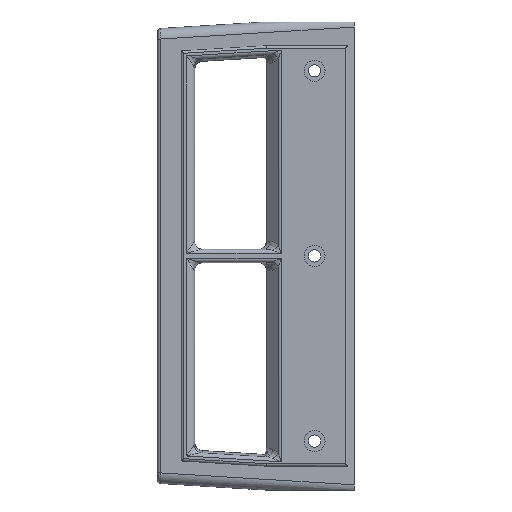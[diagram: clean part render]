
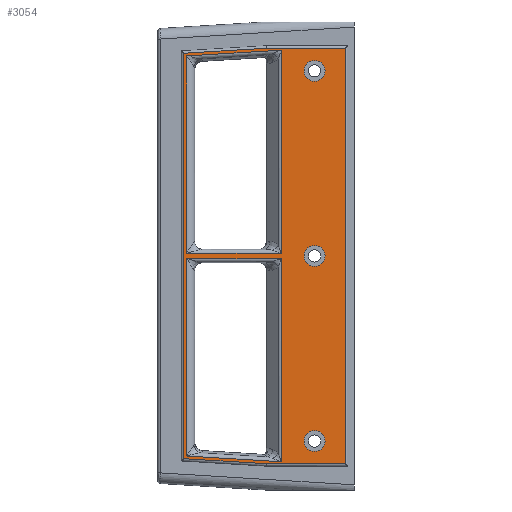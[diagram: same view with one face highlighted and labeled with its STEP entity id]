
A CAD part, top view. The second image highlights one B-rep face of the part: STEP entity #3054.
In plain terms, the highlighted planar face has unit normal (0, 0, 1).
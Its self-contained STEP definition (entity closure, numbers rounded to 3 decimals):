
#22=FACE_BOUND('',#935,.T.);
#23=FACE_BOUND('',#936,.T.);
#24=FACE_BOUND('',#937,.T.);
#25=FACE_BOUND('',#938,.T.);
#26=FACE_BOUND('',#939,.T.);
#75=PLANE('',#3375);
#290=LINE('',#6247,#467);
#296=LINE('',#6469,#473);
#297=LINE('',#6480,#474);
#301=LINE('',#6660,#478);
#305=LINE('',#6814,#482);
#313=LINE('',#6998,#490);
#315=LINE('',#7003,#492);
#316=LINE('',#7005,#493);
#317=LINE('',#7007,#494);
#318=LINE('',#7009,#495);
#319=LINE('',#7011,#496);
#320=LINE('',#7012,#497);
#321=LINE('',#7019,#498);
#322=LINE('',#7020,#499);
#467=VECTOR('',#3987,10.);
#473=VECTOR('',#4033,10.);
#474=VECTOR('',#4036,10.);
#478=VECTOR('',#4066,10.);
#482=VECTOR('',#4098,10.);
#490=VECTOR('',#4144,10.);
#492=VECTOR('',#4148,1.);
#493=VECTOR('',#4149,1.);
#494=VECTOR('',#4150,1.);
#495=VECTOR('',#4151,1.);
#496=VECTOR('',#4152,1.);
#497=VECTOR('',#4153,1.);
#498=VECTOR('',#4160,10.);
#499=VECTOR('',#4161,10.);
#746=FACE_OUTER_BOUND('',#934,.T.);
#934=EDGE_LOOP('',(#2717,#2718,#2719,#2720,#2721,#2722));
#935=EDGE_LOOP('',(#2723));
#936=EDGE_LOOP('',(#2724));
#937=EDGE_LOOP('',(#2725));
#938=EDGE_LOOP('',(#2726,#2727,#2728,#2729));
#939=EDGE_LOOP('',(#2730,#2731,#2732,#2733));
#1084=CIRCLE('',#3376,3.95);
#1085=CIRCLE('',#3377,3.95);
#1086=CIRCLE('',#3378,3.95);
#1401=VERTEX_POINT('',#6239);
#1403=VERTEX_POINT('',#6245);
#1406=VERTEX_POINT('',#6300);
#1412=VERTEX_POINT('',#6465);
#1413=VERTEX_POINT('',#6471);
#1421=VERTEX_POINT('',#6621);
#1424=VERTEX_POINT('',#6651);
#1428=VERTEX_POINT('',#6720);
#1436=VERTEX_POINT('',#7001);
#1437=VERTEX_POINT('',#7002);
#1438=VERTEX_POINT('',#7004);
#1439=VERTEX_POINT('',#7006);
#1440=VERTEX_POINT('',#7008);
#1441=VERTEX_POINT('',#7010);
#1442=VERTEX_POINT('',#7013);
#1443=VERTEX_POINT('',#7015);
#1444=VERTEX_POINT('',#7017);
#1802=EDGE_CURVE('',#1403,#1401,#290,.T.);
#1824=EDGE_CURVE('',#1412,#1406,#296,.T.);
#1826=EDGE_CURVE('',#1413,#1412,#297,.T.);
#1843=EDGE_CURVE('',#1424,#1421,#301,.T.);
#1857=EDGE_CURVE('',#1428,#1413,#305,.T.);
#1876=EDGE_CURVE('',#1406,#1428,#313,.T.);
#1878=EDGE_CURVE('',#1436,#1437,#315,.T.);
#1879=EDGE_CURVE('',#1438,#1436,#316,.T.);
#1880=EDGE_CURVE('',#1439,#1438,#317,.T.);
#1881=EDGE_CURVE('',#1440,#1439,#318,.T.);
#1882=EDGE_CURVE('',#1441,#1440,#319,.T.);
#1883=EDGE_CURVE('',#1437,#1441,#320,.T.);
#1884=EDGE_CURVE('',#1442,#1442,#1084,.T.);
#1885=EDGE_CURVE('',#1443,#1443,#1085,.T.);
#1886=EDGE_CURVE('',#1444,#1444,#1086,.T.);
#1887=EDGE_CURVE('',#1401,#1424,#321,.T.);
#1888=EDGE_CURVE('',#1421,#1403,#322,.T.);
#2717=ORIENTED_EDGE('',*,*,#1878,.F.);
#2718=ORIENTED_EDGE('',*,*,#1879,.F.);
#2719=ORIENTED_EDGE('',*,*,#1880,.F.);
#2720=ORIENTED_EDGE('',*,*,#1881,.F.);
#2721=ORIENTED_EDGE('',*,*,#1882,.F.);
#2722=ORIENTED_EDGE('',*,*,#1883,.F.);
#2723=ORIENTED_EDGE('',*,*,#1884,.T.);
#2724=ORIENTED_EDGE('',*,*,#1885,.T.);
#2725=ORIENTED_EDGE('',*,*,#1886,.T.);
#2726=ORIENTED_EDGE('',*,*,#1857,.F.);
#2727=ORIENTED_EDGE('',*,*,#1876,.F.);
#2728=ORIENTED_EDGE('',*,*,#1824,.F.);
#2729=ORIENTED_EDGE('',*,*,#1826,.F.);
#2730=ORIENTED_EDGE('',*,*,#1843,.F.);
#2731=ORIENTED_EDGE('',*,*,#1887,.F.);
#2732=ORIENTED_EDGE('',*,*,#1802,.F.);
#2733=ORIENTED_EDGE('',*,*,#1888,.F.);
#3054=ADVANCED_FACE('',(#746,#22,#23,#24,#25,#26),#75,.T.);
#3375=AXIS2_PLACEMENT_3D('',#7000,#4146,#4147);
#3376=AXIS2_PLACEMENT_3D('',#7014,#4154,#4155);
#3377=AXIS2_PLACEMENT_3D('',#7016,#4156,#4157);
#3378=AXIS2_PLACEMENT_3D('',#7018,#4158,#4159);
#3987=DIRECTION('',(0.,1.,0.));
#4033=DIRECTION('',(0.,1.,0.));
#4036=DIRECTION('',(0.998,-0.061,0.));
#4066=DIRECTION('',(0.,-1.,0.));
#4098=DIRECTION('',(0.,-1.,0.));
#4144=DIRECTION('',(-1.,0.,0.));
#4146=DIRECTION('center_axis',(0.,0.,1.));
#4147=DIRECTION('ref_axis',(1.,0.,0.));
#4148=DIRECTION('',(0.998,0.061,0.));
#4149=DIRECTION('',(0.,1.,0.));
#4150=DIRECTION('',(-0.998,0.061,0.));
#4151=DIRECTION('',(-1.,0.,0.));
#4152=DIRECTION('',(0.,-1.,0.));
#4153=DIRECTION('',(1.,0.,0.));
#4154=DIRECTION('center_axis',(0.,0.,-1.));
#4155=DIRECTION('ref_axis',(-1.,0.,0.));
#4156=DIRECTION('center_axis',(0.,0.,-1.));
#4157=DIRECTION('ref_axis',(-1.,0.,0.));
#4158=DIRECTION('center_axis',(0.,0.,-1.));
#4159=DIRECTION('ref_axis',(-1.,0.,0.));
#4160=DIRECTION('',(-0.998,-0.061,0.));
#4161=DIRECTION('',(1.,0.,0.));
#6239=CARTESIAN_POINT('',(9.502,77.852,16.9));
#6245=CARTESIAN_POINT('',(9.502,1.,16.9));
#6247=CARTESIAN_POINT('',(9.502,18.625,16.9));
#6300=CARTESIAN_POINT('',(9.502,-1.,16.9));
#6465=CARTESIAN_POINT('',(9.502,-77.852,16.9));
#6469=CARTESIAN_POINT('',(9.502,-0.625,16.9));
#6471=CARTESIAN_POINT('',(-26.15,-75.656,16.9));
#6480=CARTESIAN_POINT('',(1.097,-77.334,16.9));
#6621=CARTESIAN_POINT('',(-26.15,1.,16.9));
#6651=CARTESIAN_POINT('',(-26.15,75.656,16.9));
#6660=CARTESIAN_POINT('',(-26.15,1.25,16.9));
#6720=CARTESIAN_POINT('',(-26.15,-1.,16.9));
#6814=CARTESIAN_POINT('',(-26.15,-36.418,16.9));
#6998=CARTESIAN_POINT('',(-9.95,-1.,16.9));
#7000=CARTESIAN_POINT('Origin',(3.25,0.,16.9));
#7001=CARTESIAN_POINT('',(-27.333,76.673,16.9));
#7002=CARTESIAN_POINT('',(3.909,78.583,16.9));
#7003=CARTESIAN_POINT('',(-0.419,78.319,16.9));
#7004=CARTESIAN_POINT('',(-27.333,-76.673,16.9));
#7005=CARTESIAN_POINT('',(-27.333,38.767,16.9));
#7006=CARTESIAN_POINT('',(3.909,-78.583,16.9));
#7007=CARTESIAN_POINT('',(-16.484,-77.336,16.9));
#7008=CARTESIAN_POINT('',(33.833,-78.583,16.9));
#7009=CARTESIAN_POINT('',(1.94,-78.583,16.9));
#7010=CARTESIAN_POINT('',(33.833,78.583,16.9));
#7011=CARTESIAN_POINT('',(33.833,-39.75,16.9));
#7012=CARTESIAN_POINT('',(17.375,78.583,16.9));
#7013=CARTESIAN_POINT('',(26.1,70.,16.9));
#7014=CARTESIAN_POINT('Origin',(22.15,70.,16.9));
#7015=CARTESIAN_POINT('',(26.1,0.,16.9));
#7016=CARTESIAN_POINT('Origin',(22.15,0.,16.9));
#7017=CARTESIAN_POINT('',(26.1,-70.,16.9));
#7018=CARTESIAN_POINT('Origin',(22.15,-70.,16.9));
#7019=CARTESIAN_POINT('',(-12.418,76.502,16.9));
#7020=CARTESIAN_POINT('',(3.565,1.,16.9));
